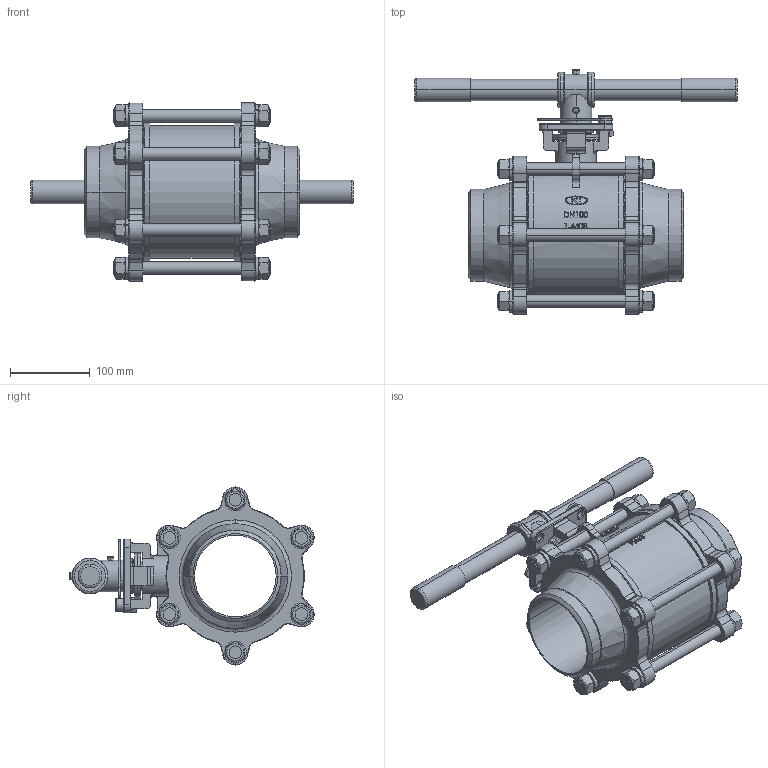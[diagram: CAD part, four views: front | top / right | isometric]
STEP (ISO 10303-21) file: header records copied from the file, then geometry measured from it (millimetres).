
FILE_DESCRIPTION (( 'STEP AP203' ), '1' );
FILE_NAME ('KV-L31 4.STEP', '2017-02-07T03:21:17', ( 'XiTongTianDi' ), ( 'XiTongTianDi.Com' ), 'SwSTEP 2.0', 'SolidWorks 2013', '' );
FILE_SCHEMA (( 'CONFIG_CONTROL_DESIGN' ));
Length unit declared in the file: millimetre
Products named in the file (1): KV-L31 4
Bounding box: 405 x 306.16 x 223.2 mm (x, y, z)
Volume: 3503247.2 mm3; surface area: 443510 mm2
Topology: 7 solids, 8 shells, 1362 faces, 3393 edges, 2114 vertices
Faces by surface type: plane 486, cylinder 368, bspline 242, torus 186, cone 80
Entity records: 90396 total; most frequent: CARTESIAN_POINT 59586, ORIENTED_EDGE 6786, DIRECTION 5854, EDGE_CURVE 3393, AXIS2_PLACEMENT_3D 2311, VERTEX_POINT 2114, EDGE_LOOP 1475, ADVANCED_FACE 1362
